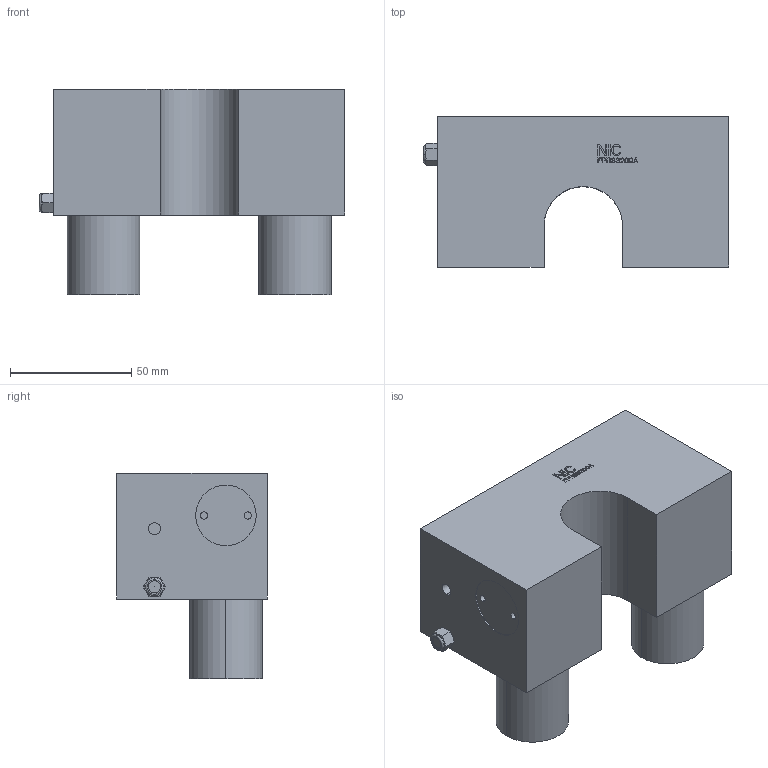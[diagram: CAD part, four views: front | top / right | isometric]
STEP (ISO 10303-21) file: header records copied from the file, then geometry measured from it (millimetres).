
FILE_DESCRIPTION((''),'2;1');
FILE_NAME('FPRS3200A','2025-05-19T09:16:59',('lx'),(''),'CREO PARAMETRIC BY PTC INC, 2018100','CREO PARAMETRIC BY PTC INC, 2018100','');
FILE_SCHEMA(('CONFIG_CONTROL_DESIGN'));
Length unit declared in the file: millimetre
Products named in the file (1): FPRS3200A
Bounding box: 126 x 62 x 85 mm (x, y, z)
Volume: 365449.3 mm3; surface area: 47403.3 mm2
Topology: 1 solids, 4 shells, 471 faces, 1272 edges, 843 vertices
Faces by surface type: plane 408, cylinder 43, cone 16, torus 2, sphere 2
Entity records: 14650 total; most frequent: CARTESIAN_POINT 2698, ORIENTED_EDGE 2540, DIRECTION 2304, EDGE_CURVE 1270, VECTOR 1130, LINE 1130, VERTEX_POINT 843, AXIS2_PLACEMENT_3D 587
